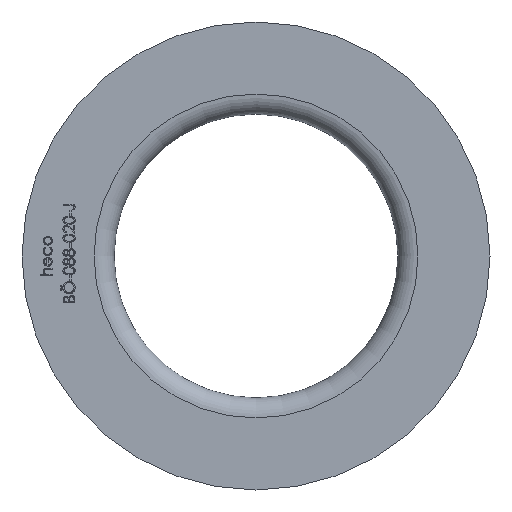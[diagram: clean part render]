
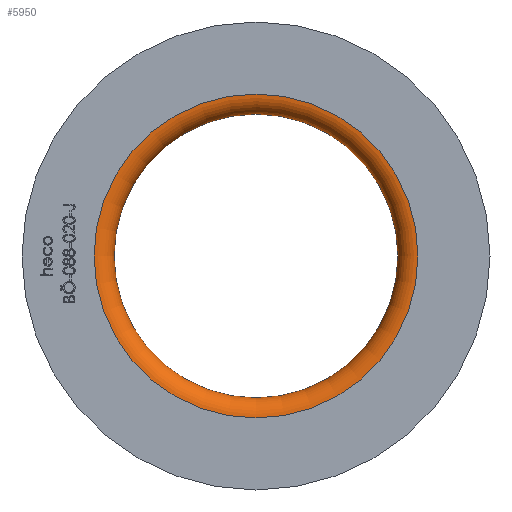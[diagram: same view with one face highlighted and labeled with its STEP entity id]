
A CAD part, left-side view. The second image highlights one B-rep face of the part: STEP entity #5950.
In plain terms, the highlighted toroidal (fillet/blend) face has major radius 48.45 mm and minor radius 6 mm.
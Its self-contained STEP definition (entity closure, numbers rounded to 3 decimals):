
#1196 = AXIS2_PLACEMENT_3D ( 'NONE', #7260, #7261, #7262 ) ;
#3646 = VERTEX_POINT ( 'NONE', #15151 ) ;
#4798 = FACE_OUTER_BOUND ( 'NONE', #13417, .T. ) ;
#4801 = TOROIDAL_SURFACE ( 'NONE', #11068, 48.45, 6. ) ;
#4808 = FACE_OUTER_BOUND ( 'NONE', #13369, .T. ) ;
#5225 = DIRECTION ( 'NONE',  ( 0., 0., -1. ) ) ;
#5319 = CARTESIAN_POINT ( 'NONE',  ( 6., 0., 0. ) ) ;
#5346 = DIRECTION ( 'NONE',  ( -1., 0., 0. ) ) ;
#5950 = ADVANCED_FACE ( 'NONE', ( #4808, #4798 ), #4801, .T. ) ;
#7260 = CARTESIAN_POINT ( 'NONE',  ( 0., 0., 0. ) ) ;
#7261 = DIRECTION ( 'NONE',  ( 1., 0., 0. ) ) ;
#7262 = DIRECTION ( 'NONE',  ( 0., 0., -1. ) ) ;
#7802 = DIRECTION ( 'NONE',  ( 0., 0., -1. ) ) ;
#7804 = DIRECTION ( 'NONE',  ( 1., 0., 0. ) ) ;
#7805 = CARTESIAN_POINT ( 'NONE',  ( 6., 0., 0. ) ) ;
#10643 = ORIENTED_EDGE ( 'NONE', *, *, #16558, .F. ) ;
#10644 = ORIENTED_EDGE ( 'NONE', *, *, #16995, .F. ) ;
#11068 = AXIS2_PLACEMENT_3D ( 'NONE', #7805, #7804, #7802 ) ;
#12650 = VERTEX_POINT ( 'NONE', #15144 ) ;
#12668 = CIRCLE ( 'NONE', #16462, 42.45 ) ;
#13369 = EDGE_LOOP ( 'NONE', ( #10643 ) ) ;
#13417 = EDGE_LOOP ( 'NONE', ( #10644 ) ) ;
#15144 = CARTESIAN_POINT ( 'NONE',  ( 0., 0., -48.45 ) ) ;
#15151 = CARTESIAN_POINT ( 'NONE',  ( 6., 0., -42.45 ) ) ;
#16462 = AXIS2_PLACEMENT_3D ( 'NONE', #5319, #5346, #5225 ) ;
#16558 = EDGE_CURVE ( 'NONE', #12650, #12650, #17199, .T. ) ;
#16995 = EDGE_CURVE ( 'NONE', #3646, #3646, #12668, .T. ) ;
#17199 = CIRCLE ( 'NONE', #1196, 48.45 ) ;
